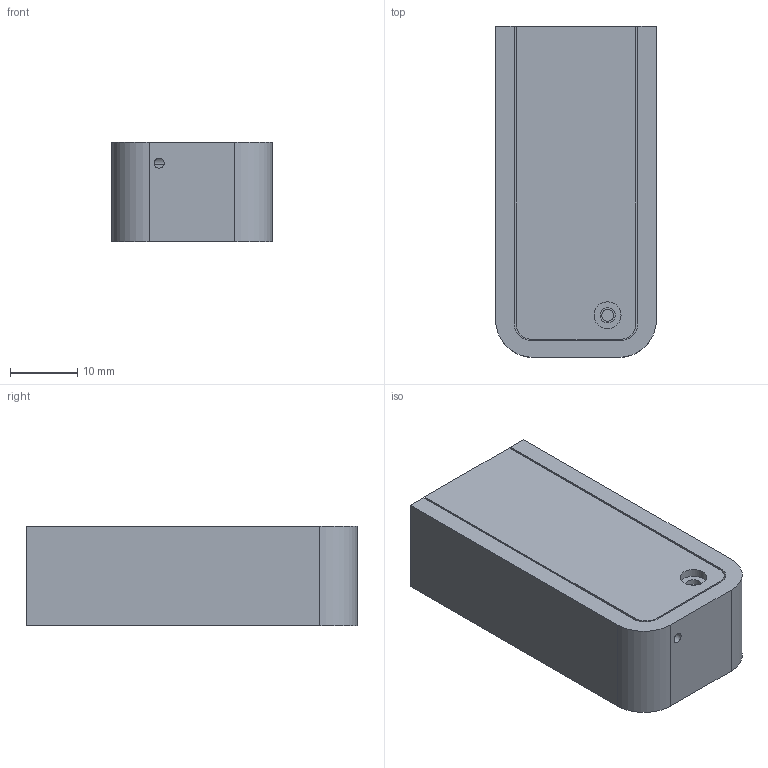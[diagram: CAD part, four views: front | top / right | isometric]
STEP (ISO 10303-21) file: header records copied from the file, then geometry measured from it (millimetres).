
FILE_DESCRIPTION(/* description */ (''),/* implementation_level */ '2;1');
FILE_NAME(/* name */ 'RC-Receiver_Case.step',/* time_stamp */ '2020-07-15T21:25:28-04:00',/* author */ (''),/* organization */ (''),/* preprocessor_version */ 'ST-DEVELOPER v18.1',/* originating_system */ 'Autodesk Translation Framework v9.3.0.1241',/* authorisation */ '');
FILE_SCHEMA (('AUTOMOTIVE_DESIGN { 1 0 10303 214 3 1 1 }'));
Length unit declared in the file: millimetre
Products named in the file (1): RC Receiver Case
Bounding box: 23.88 x 49.14 x 14.75 mm (x, y, z)
Volume: 10868.9 mm3; surface area: 8147.3 mm2
Topology: 2 solids, 2 shells, 123 faces, 319 edges, 198 vertices
Faces by surface type: plane 50, cylinder 49, bspline 14, torus 10
Full cylindrical faces by diameter (mm): 1.5 x1, 1.75 x1, 2.25 x1, 4 x1
Entity records: 4063 total; most frequent: CARTESIAN_POINT 1035, ORIENTED_EDGE 630, DIRECTION 629, EDGE_CURVE 315, AXIS2_PLACEMENT_3D 226, VERTEX_POINT 198, LINE 177, VECTOR 177
